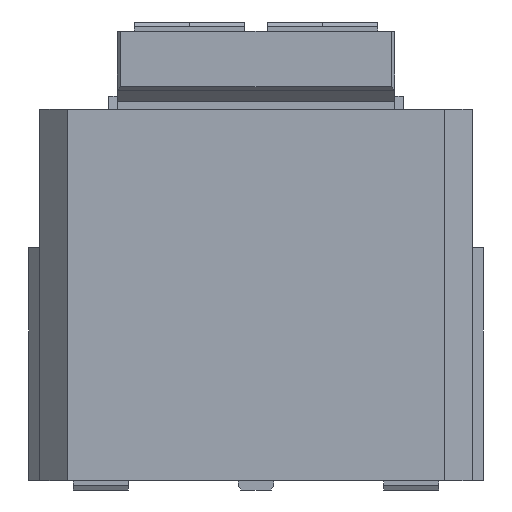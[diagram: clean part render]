
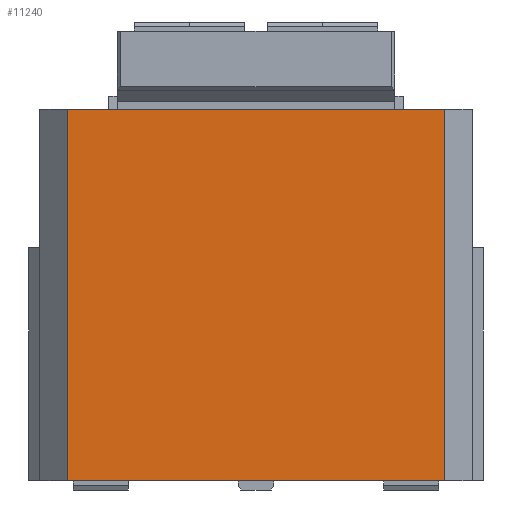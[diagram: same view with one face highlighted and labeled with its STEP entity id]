
A CAD part, left-side view. The second image highlights one B-rep face of the part: STEP entity #11240.
In plain terms, the highlighted planar face has unit normal (-1, 0, 0).
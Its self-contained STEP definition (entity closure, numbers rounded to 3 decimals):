
#11188=CARTESIAN_POINT('Vertex',(0.,170.,0.)) ;
#11191=CARTESIAN_POINT('Line Origine',(0.,170.,167.5)) ;
#11195=CARTESIAN_POINT('Vertex',(0.,170.,335.)) ;
#11210=CARTESIAN_POINT('Axis2P3D Location',(0.,0.,235.)) ;
#11215=CARTESIAN_POINT('Line Origine',(0.,0.,0.)) ;
#11219=CARTESIAN_POINT('Vertex',(0.,-170.,0.)) ;
#11222=CARTESIAN_POINT('Line Origine',(0.,-170.,167.5)) ;
#11226=CARTESIAN_POINT('Vertex',(0.,-170.,335.)) ;
#11229=CARTESIAN_POINT('Line Origine',(0.,0.,335.)) ;
#11192=DIRECTION('Vector Direction',(0.,0.,-1.)) ;
#11211=DIRECTION('Axis2P3D Direction',(-1.,0.,0.)) ;
#11212=DIRECTION('Axis2P3D XDirection',(0.,-1.,0.)) ;
#11216=DIRECTION('Vector Direction',(0.,-1.,0.)) ;
#11223=DIRECTION('Vector Direction',(0.,0.,-1.)) ;
#11230=DIRECTION('Vector Direction',(0.,-1.,0.)) ;
#11213=AXIS2_PLACEMENT_3D('Plane Axis2P3D',#11210,#11211,#11212) ;
#11235=ORIENTED_EDGE('',*,*,#11197,.T.) ;
#11236=ORIENTED_EDGE('',*,*,#11221,.T.) ;
#11237=ORIENTED_EDGE('',*,*,#11228,.F.) ;
#11238=ORIENTED_EDGE('',*,*,#11233,.F.) ;
#11193=VECTOR('Line Direction',#11192,1.) ;
#11217=VECTOR('Line Direction',#11216,1.) ;
#11224=VECTOR('Line Direction',#11223,1.) ;
#11231=VECTOR('Line Direction',#11230,1.) ;
#11240=ADVANCED_FACE('CAM HOLDER',(#11239),#11214,.T.) ;
#11197=EDGE_CURVE('',#11196,#11189,#11194,.T.) ;
#11221=EDGE_CURVE('',#11189,#11220,#11218,.T.) ;
#11228=EDGE_CURVE('',#11227,#11220,#11225,.T.) ;
#11233=EDGE_CURVE('',#11196,#11227,#11232,.T.) ;
#11234=EDGE_LOOP('',(#11235,#11236,#11237,#11238)) ;
#11239=FACE_OUTER_BOUND('',#11234,.T.) ;
#11194=LINE('Line',#11191,#11193) ;
#11218=LINE('Line',#11215,#11217) ;
#11225=LINE('Line',#11222,#11224) ;
#11232=LINE('Line',#11229,#11231) ;
#11214=PLANE('Plane',#11213) ;
#11189=VERTEX_POINT('',#11188) ;
#11196=VERTEX_POINT('',#11195) ;
#11220=VERTEX_POINT('',#11219) ;
#11227=VERTEX_POINT('',#11226) ;
